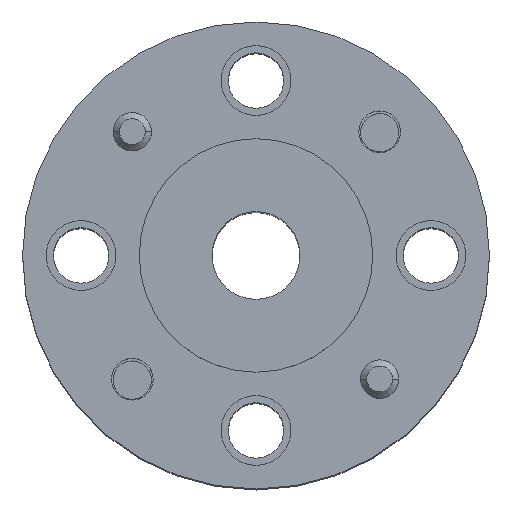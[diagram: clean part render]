
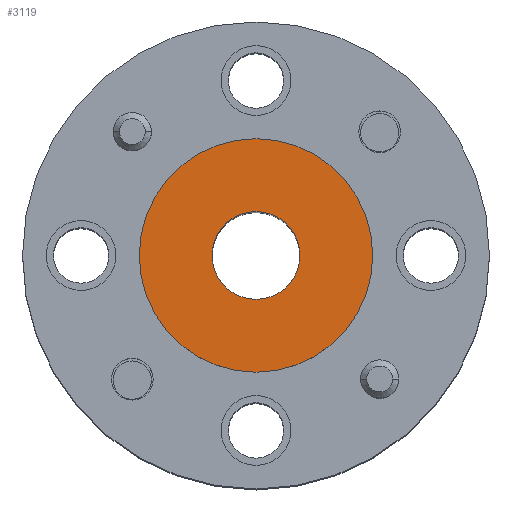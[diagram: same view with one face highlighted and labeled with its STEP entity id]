
A CAD part, top view. The second image highlights one B-rep face of the part: STEP entity #3119.
In plain terms, the highlighted planar face has unit normal (0, 0, 1).
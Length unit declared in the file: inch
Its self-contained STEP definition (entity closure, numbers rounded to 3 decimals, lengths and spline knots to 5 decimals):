
#26 = DIRECTION ( 'NONE',  ( 0., 0., 1. ) ) ;
#61 = DIRECTION ( 'NONE',  ( 1., 0., 0. ) ) ;
#99 = CARTESIAN_POINT ( 'NONE',  ( 0.0705, 0., 0.5 ) ) ;
#195 = FACE_BOUND ( 'NONE', #931, .T. ) ;
#226 = AXIS2_PLACEMENT_3D ( 'NONE', #1163, #3382, #1748 ) ;
#254 = ORIENTED_EDGE ( 'NONE', *, *, #3068, .T. ) ;
#392 = EDGE_LOOP ( 'NONE', ( #254, #2874 ) ) ;
#456 = DIRECTION ( 'NONE',  ( 1., 0., 0. ) ) ;
#506 = ORIENTED_EDGE ( 'NONE', *, *, #921, .F. ) ;
#653 = DIRECTION ( 'NONE',  ( 0., 0., 1. ) ) ;
#713 = CARTESIAN_POINT ( 'NONE',  ( -0.0705, 0., 0.5 ) ) ;
#715 = CARTESIAN_POINT ( 'NONE',  ( 0., 0., 0.5 ) ) ;
#796 = AXIS2_PLACEMENT_3D ( 'NONE', #1030, #1044, #456 ) ;
#853 = VERTEX_POINT ( 'NONE', #99 ) ;
#921 = EDGE_CURVE ( 'NONE', #853, #2474, #2428, .T. ) ;
#931 = EDGE_LOOP ( 'NONE', ( #506, #2499 ) ) ;
#1030 = CARTESIAN_POINT ( 'NONE',  ( 0., 0., 0.5 ) ) ;
#1044 = DIRECTION ( 'NONE',  ( 0., 0., 1. ) ) ;
#1163 = CARTESIAN_POINT ( 'NONE',  ( 0., 0., 0.5 ) ) ;
#1255 = VERTEX_POINT ( 'NONE', #1787 ) ;
#1284 = AXIS2_PLACEMENT_3D ( 'NONE', #3112, #653, #61 ) ;
#1577 = AXIS2_PLACEMENT_3D ( 'NONE', #2754, #26, #3312 ) ;
#1748 = DIRECTION ( 'NONE',  ( 1., 0., 0. ) ) ;
#1787 = CARTESIAN_POINT ( 'NONE',  ( -0.1875, 0., 0.5 ) ) ;
#1835 = DIRECTION ( 'NONE',  ( 1., 0., 0. ) ) ;
#1865 = CIRCLE ( 'NONE', #226, 0.0705 ) ;
#2221 = AXIS2_PLACEMENT_3D ( 'NONE', #715, #2903, #1835 ) ;
#2320 = EDGE_CURVE ( 'NONE', #2397, #1255, #2913, .T. ) ;
#2397 = VERTEX_POINT ( 'NONE', #3407 ) ;
#2428 = CIRCLE ( 'NONE', #1284, 0.0705 ) ;
#2474 = VERTEX_POINT ( 'NONE', #713 ) ;
#2499 = ORIENTED_EDGE ( 'NONE', *, *, #2655, .F. ) ;
#2512 = CIRCLE ( 'NONE', #2221, 0.1875 ) ;
#2655 = EDGE_CURVE ( 'NONE', #2474, #853, #1865, .T. ) ;
#2695 = FACE_OUTER_BOUND ( 'NONE', #392, .T. ) ;
#2754 = CARTESIAN_POINT ( 'NONE',  ( 0., 0., 0.5 ) ) ;
#2874 = ORIENTED_EDGE ( 'NONE', *, *, #2320, .T. ) ;
#2903 = DIRECTION ( 'NONE',  ( 0., 0., 1. ) ) ;
#2913 = CIRCLE ( 'NONE', #1577, 0.1875 ) ;
#3068 = EDGE_CURVE ( 'NONE', #1255, #2397, #2512, .T. ) ;
#3112 = CARTESIAN_POINT ( 'NONE',  ( 0., 0., 0.5 ) ) ;
#3119 = ADVANCED_FACE ( 'NONE', ( #195, #2695 ), #3466, .T. ) ;
#3312 = DIRECTION ( 'NONE',  ( 1., 0., 0. ) ) ;
#3382 = DIRECTION ( 'NONE',  ( 0., 0., 1. ) ) ;
#3407 = CARTESIAN_POINT ( 'NONE',  ( 0.1875, 0., 0.5 ) ) ;
#3466 = PLANE ( 'NONE',  #796 ) ;
